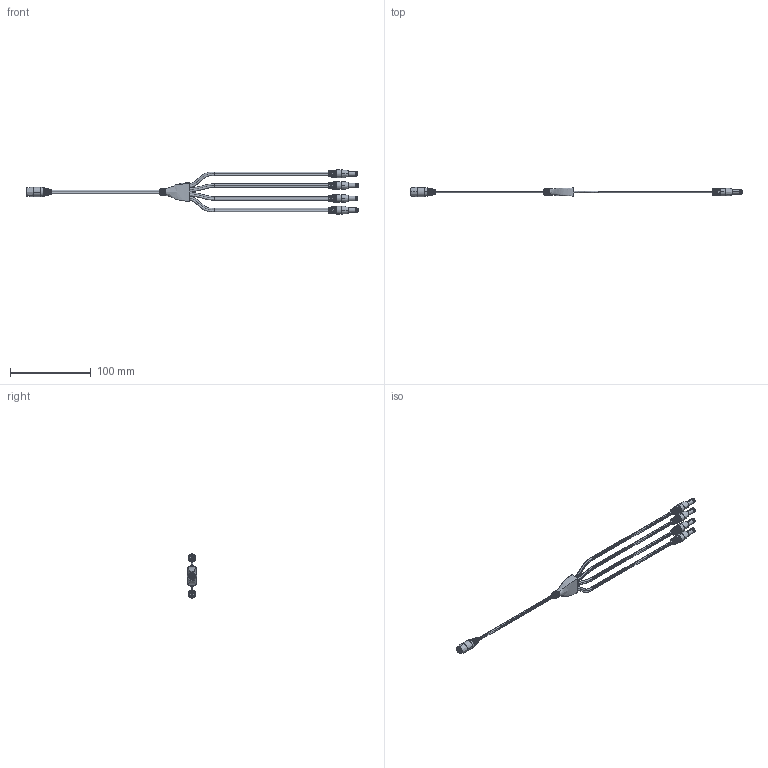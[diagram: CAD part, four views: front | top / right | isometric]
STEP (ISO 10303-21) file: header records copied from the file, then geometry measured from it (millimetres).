
FILE_DESCRIPTION (( 'STEP AP203' ), '1' );
FILE_NAME ('10-02727_revA.STEP', '2018-04-17T15:47:50', ( '' ), ( '' ), 'SwSTEP 2.0', 'SolidWorks 2015', '' );
FILE_SCHEMA (( 'CONFIG_CONTROL_DESIGN' ));
Length unit declared in the file: millimetre
Products named in the file (14): 24-00004; 24-00219_30-00007; 50-00026; 50-00027; 24-00003; 50-00026 contact; 50-00027 contact; 50-00026 shell; 50-00026 insulator; 50-00027 pin; 50-00027 insulator; 50-00027 shell; 10-02727_revA; 30-00007_blunt cut
Assembly tree (23 placements, depth 3):
  10-02727_revA
    30-00007_blunt cut  x5
    24-00004
    24-00219_30-00007
    24-00003  x4
    50-00027
      50-00027 shell
      50-00027 insulator
      50-00027 pin
      50-00027 contact
    50-00026  x4
      50-00026 shell
      50-00026 contact
      50-00026 insulator
Bounding box: 410.24 x 11.4 x 54.55 mm (x, y, z)
Volume: 20218.1 mm3; surface area: 89489.2 mm2
Topology: 481 solids, 481 shells, 4424 faces, 10002 edges, 6583 vertices
Faces by surface type: cylinder 2039, plane 1516, bspline 616, torus 140, cone 113
Entity records: 49819 total; most frequent: CARTESIAN_POINT 19312, ORIENTED_EDGE 6128, DIRECTION 5609, EDGE_CURVE 3064, AXIS2_PLACEMENT_3D 2356, VERTEX_POINT 1994, EDGE_LOOP 1508, CIRCLE 1305
